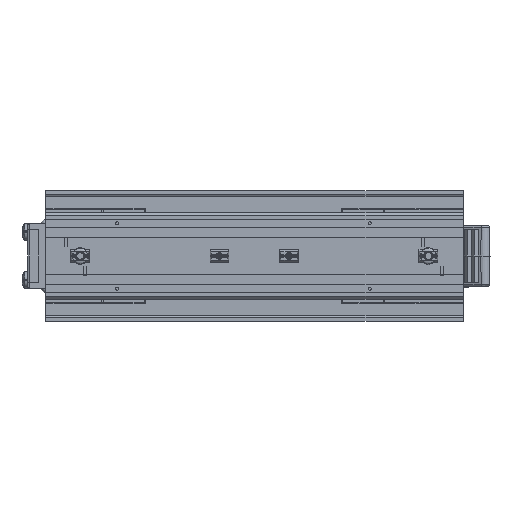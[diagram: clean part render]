
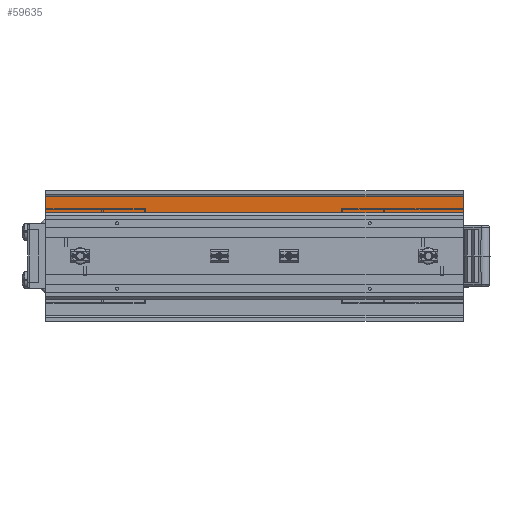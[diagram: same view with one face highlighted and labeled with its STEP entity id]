
A CAD part, front view. The second image highlights one B-rep face of the part: STEP entity #59635.
In plain terms, the highlighted planar face has unit normal (0, -1, 0).
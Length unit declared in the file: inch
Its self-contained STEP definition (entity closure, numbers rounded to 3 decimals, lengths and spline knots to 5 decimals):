
#7227 = DIRECTION ( 'NONE',  ( 1., 0., 0. ) ) ;
#8319 = ORIENTED_EDGE ( 'NONE', *, *, #70459, .F. ) ;
#14185 = ORIENTED_EDGE ( 'NONE', *, *, #73522, .T. ) ;
#16282 = LINE ( 'NONE', #24290, #76343 ) ;
#18876 = VERTEX_POINT ( 'NONE', #70267 ) ;
#23420 = CARTESIAN_POINT ( 'NONE',  ( 1.72217, 0.78343, -6. ) ) ;
#24290 = CARTESIAN_POINT ( 'NONE',  ( 1.72217, 0.78343, 6. ) ) ;
#27537 = CARTESIAN_POINT ( 'NONE',  ( 1.19585, 0.78343, -6. ) ) ;
#28941 = PLANE ( 'NONE',  #52001 ) ;
#30196 = EDGE_CURVE ( 'NONE', #75322, #18876, #40513, .T. ) ;
#34771 = VECTOR ( 'NONE', #65030, 39.37008 ) ;
#36364 = DIRECTION ( 'NONE',  ( 0., -1., 0. ) ) ;
#40513 = LINE ( 'NONE', #73031, #34771 ) ;
#43293 = CARTESIAN_POINT ( 'NONE',  ( 1.72217, 0.78343, -6. ) ) ;
#48143 = ORIENTED_EDGE ( 'NONE', *, *, #87646, .T. ) ;
#51819 = DIRECTION ( 'NONE',  ( 0., 0., -1. ) ) ;
#51902 = VERTEX_POINT ( 'NONE', #77658 ) ;
#52001 = AXIS2_PLACEMENT_3D ( 'NONE', #43293, #36364, #51819 ) ;
#53171 = CARTESIAN_POINT ( 'NONE',  ( 1.72217, 0.78343, -6. ) ) ;
#59635 = ADVANCED_FACE ( 'NONE', ( #101851 ), #28941, .T. ) ;
#65030 = DIRECTION ( 'NONE',  ( 0., 0., 1. ) ) ;
#68558 = VERTEX_POINT ( 'NONE', #53171 ) ;
#70267 = CARTESIAN_POINT ( 'NONE',  ( 1.19585, 0.78343, 6. ) ) ;
#70459 = EDGE_CURVE ( 'NONE', #18876, #51902, #16282, .T. ) ;
#73031 = CARTESIAN_POINT ( 'NONE',  ( 1.19585, 0.78343, -6. ) ) ;
#73112 = LINE ( 'NONE', #90117, #101599 ) ;
#73522 = EDGE_CURVE ( 'NONE', #68558, #51902, #104857, .T. ) ;
#75322 = VERTEX_POINT ( 'NONE', #27537 ) ;
#76343 = VECTOR ( 'NONE', #7227, 39.37008 ) ;
#77658 = CARTESIAN_POINT ( 'NONE',  ( 1.72217, 0.78343, 6. ) ) ;
#80546 = DIRECTION ( 'NONE',  ( 1., 0., 0. ) ) ;
#85227 = VECTOR ( 'NONE', #88906, 39.37008 ) ;
#87646 = EDGE_CURVE ( 'NONE', #75322, #68558, #73112, .T. ) ;
#88906 = DIRECTION ( 'NONE',  ( 0., 0., 1. ) ) ;
#89653 = ORIENTED_EDGE ( 'NONE', *, *, #30196, .F. ) ;
#90117 = CARTESIAN_POINT ( 'NONE',  ( 1.72217, 0.78343, -6. ) ) ;
#99025 = EDGE_LOOP ( 'NONE', ( #8319, #89653, #48143, #14185 ) ) ;
#101599 = VECTOR ( 'NONE', #80546, 39.37008 ) ;
#101851 = FACE_OUTER_BOUND ( 'NONE', #99025, .T. ) ;
#104857 = LINE ( 'NONE', #23420, #85227 ) ;
